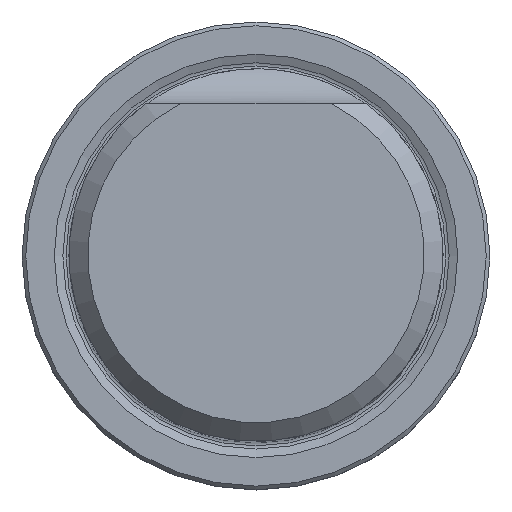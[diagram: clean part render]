
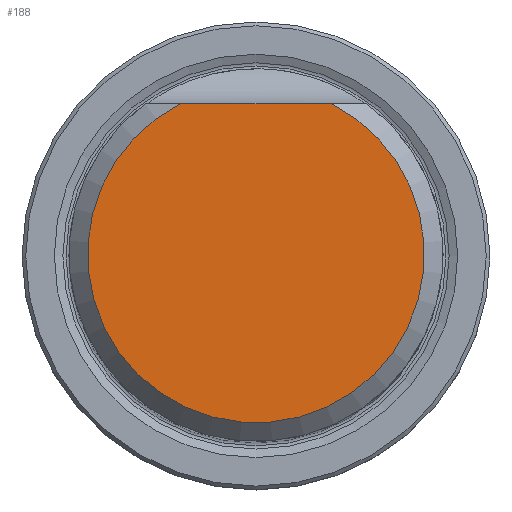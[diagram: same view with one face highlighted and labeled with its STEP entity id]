
A CAD part, top view. The second image highlights one B-rep face of the part: STEP entity #188.
In plain terms, the highlighted planar face has unit normal (0, 0, 1).
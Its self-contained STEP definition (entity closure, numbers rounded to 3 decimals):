
#125=FACE_OUTER_BOUND('',#290,.T.);
#134=LINE('',#778,#140);
#140=VECTOR('',#645,1.);
#173=PLANE('',#554);
#188=ADVANCED_FACE('CU_SU_1',(#125),#173,.F.);
#290=EDGE_LOOP('',(#347,#348));
#347=ORIENTED_EDGE('',*,*,#466,.F.);
#348=ORIENTED_EDGE('',*,*,#467,.F.);
#426=VERTEX_POINT('',#776);
#427=VERTEX_POINT('',#777);
#466=EDGE_CURVE('',#426,#427,#511,.T.);
#467=EDGE_CURVE('',#427,#426,#134,.T.);
#511=CIRCLE('',#553,8.997);
#553=AXIS2_PLACEMENT_3D('',#775,#643,#644);
#554=AXIS2_PLACEMENT_3D('',#779,#646,#647);
#643=DIRECTION('',(0.,0.,-1.));
#644=DIRECTION('',(0.,-1.,0.));
#645=DIRECTION('',(1.,0.,0.));
#646=DIRECTION('',(0.,0.,-1.));
#647=DIRECTION('',(0.,-1.,0.));
#775=CARTESIAN_POINT('',(0.,0.,50.));
#776=CARTESIAN_POINT('',(4.011,8.053,50.));
#777=CARTESIAN_POINT('',(-4.011,8.053,50.));
#778=CARTESIAN_POINT('',(-9.997,8.053,50.));
#779=CARTESIAN_POINT('',(0.,0.,50.));
